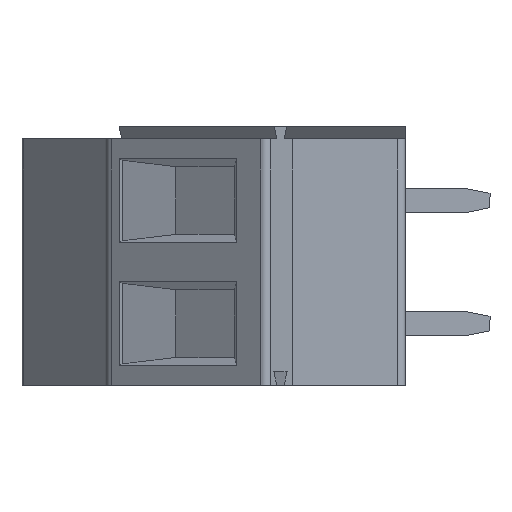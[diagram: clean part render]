
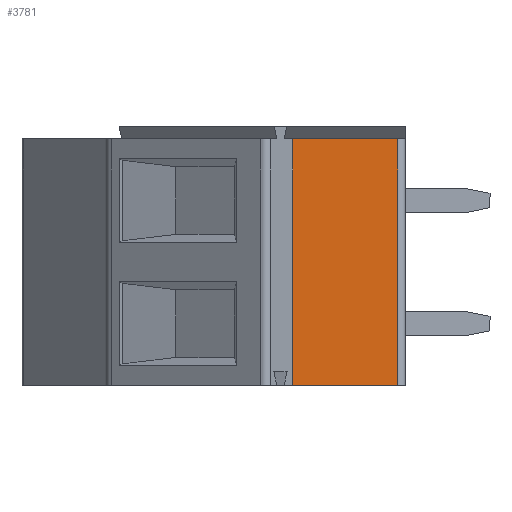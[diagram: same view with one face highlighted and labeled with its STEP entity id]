
A CAD part, left-side view. The second image highlights one B-rep face of the part: STEP entity #3781.
In plain terms, the highlighted face is planar.
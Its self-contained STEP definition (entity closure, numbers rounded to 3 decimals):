
#491 = VERTEX_POINT ( 'NONE', #2934 ) ;
#526 = CARTESIAN_POINT ( 'NONE',  ( 0.025, -13.9, -15.04 ) ) ;
#633 = EDGE_CURVE ( 'NONE', #2146, #778, #1016, .T. ) ;
#676 = DIRECTION ( 'NONE',  ( 0.809, 0.588, 0. ) ) ;
#697 = VECTOR ( 'NONE', #2564, 1000. ) ;
#728 = CARTESIAN_POINT ( 'NONE',  ( 2.752, -17.654, -4.88 ) ) ;
#778 = VERTEX_POINT ( 'NONE', #3462 ) ;
#974 = CARTESIAN_POINT ( 'NONE',  ( 0.025, -13.9, -18.4 ) ) ;
#1016 = LINE ( 'NONE', #974, #1699 ) ;
#1281 = CARTESIAN_POINT ( 'NONE',  ( 2.576, -17.411, -15.04 ) ) ;
#1612 = ORIENTED_EDGE ( 'NONE', *, *, #2066, .F. ) ;
#1699 = VECTOR ( 'NONE', #1845, 1000. ) ;
#1762 = ORIENTED_EDGE ( 'NONE', *, *, #3943, .F. ) ;
#1775 = DIRECTION ( 'NONE',  ( 0.588, -0.809, 0. ) ) ;
#1845 = DIRECTION ( 'NONE',  ( 0., 0., 1. ) ) ;
#2002 = CARTESIAN_POINT ( 'NONE',  ( 0.025, -13.9, -15.04 ) ) ;
#2043 = CARTESIAN_POINT ( 'NONE',  ( 2.576, -17.411, -18.4 ) ) ;
#2061 = AXIS2_PLACEMENT_3D ( 'NONE', #3136, #676, #3101 ) ;
#2066 = EDGE_CURVE ( 'NONE', #778, #491, #3550, .T. ) ;
#2146 = VERTEX_POINT ( 'NONE', #2002 ) ;
#2212 = PLANE ( 'NONE',  #2061 ) ;
#2219 = ORIENTED_EDGE ( 'NONE', *, *, #633, .F. ) ;
#2453 = EDGE_CURVE ( 'NONE', #2146, #2591, #3006, .T. ) ;
#2530 = FACE_OUTER_BOUND ( 'NONE', #2655, .T. ) ;
#2564 = DIRECTION ( 'NONE',  ( 0.588, -0.809, 0. ) ) ;
#2591 = VERTEX_POINT ( 'NONE', #1281 ) ;
#2655 = EDGE_LOOP ( 'NONE', ( #2219, #3625, #1762, #1612 ) ) ;
#2833 = VECTOR ( 'NONE', #1775, 1000. ) ;
#2934 = CARTESIAN_POINT ( 'NONE',  ( 2.576, -17.411, -4.88 ) ) ;
#3006 = LINE ( 'NONE', #526, #2833 ) ;
#3028 = LINE ( 'NONE', #2043, #3192 ) ;
#3101 = DIRECTION ( 'NONE',  ( -0.588, 0.809, 0. ) ) ;
#3136 = CARTESIAN_POINT ( 'NONE',  ( 2.752, -17.654, -18.4 ) ) ;
#3192 = VECTOR ( 'NONE', #3321, 1000. ) ;
#3321 = DIRECTION ( 'NONE',  ( 0., 0., -1. ) ) ;
#3462 = CARTESIAN_POINT ( 'NONE',  ( 0.025, -13.9, -4.88 ) ) ;
#3550 = LINE ( 'NONE', #728, #697 ) ;
#3625 = ORIENTED_EDGE ( 'NONE', *, *, #2453, .T. ) ;
#3781 = ADVANCED_FACE ( 'NONE', ( #2530 ), #2212, .F. ) ;
#3943 = EDGE_CURVE ( 'NONE', #491, #2591, #3028, .T. ) ;
